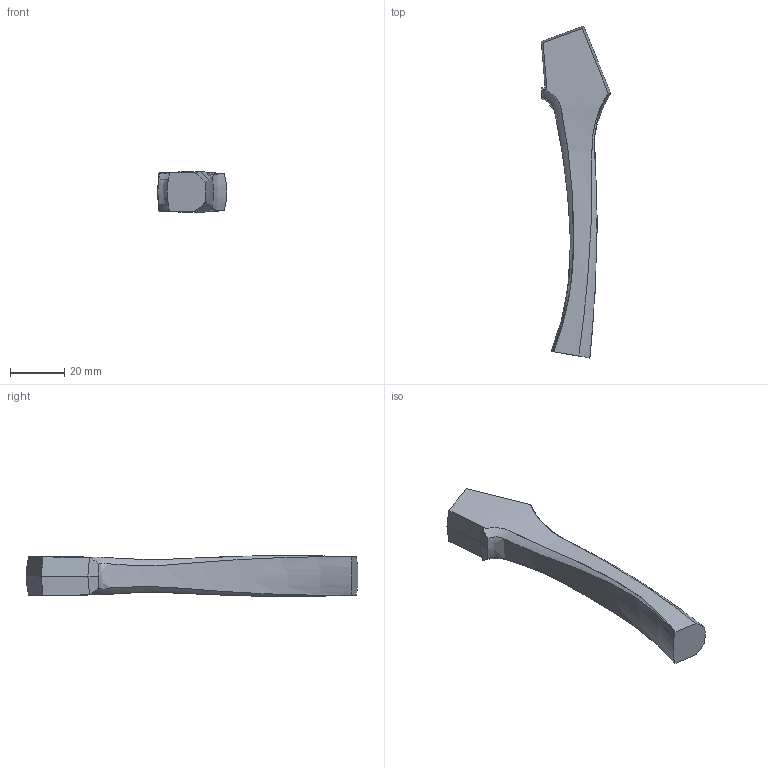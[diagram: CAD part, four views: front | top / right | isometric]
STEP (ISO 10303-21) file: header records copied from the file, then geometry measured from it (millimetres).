
FILE_DESCRIPTION(/* description */ (''),/* implementation_level */ '2;1');
FILE_NAME(/* name */ 'cabo lamina v1.step',/* time_stamp */ '2022-09-20T08:16:53-04:00',/* author */ (''),/* organization */ (''),/* preprocessor_version */ 'ST-DEVELOPER v19',/* originating_system */ 'Autodesk Translation Framework v11.7.0.108',/* authorisation */ '');
FILE_SCHEMA (('AUTOMOTIVE_DESIGN { 1 0 10303 214 3 1 1 }'));
Length unit declared in the file: millimetre
Products named in the file (1): cabo lamina
Bounding box: 25.53 x 122.1 x 14.99 mm (x, y, z)
Volume: 21277.3 mm3; surface area: 6480.4 mm2
Topology: 1 solids, 1 shells, 19 faces, 49 edges, 28 vertices
Faces by surface type: bspline 10, plane 9
Entity records: 27769 total; most frequent: CARTESIAN_POINT 27400, ORIENTED_EDGE 90, EDGE_CURVE 45, B_SPLINE_CURVE_WITH_KNOTS 33, DIRECTION 30, VERTEX_POINT 28, FACE_OUTER_BOUND 19, EDGE_LOOP 19
